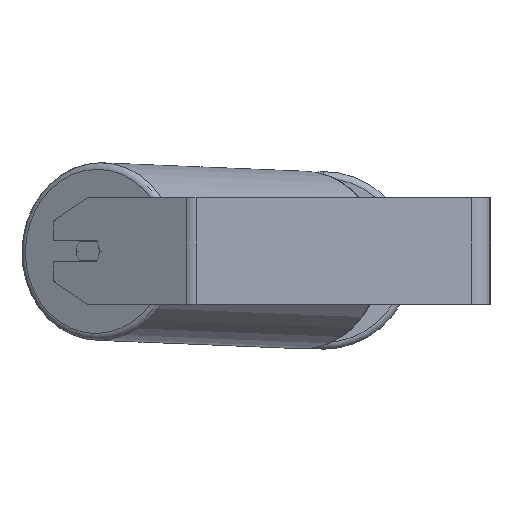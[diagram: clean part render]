
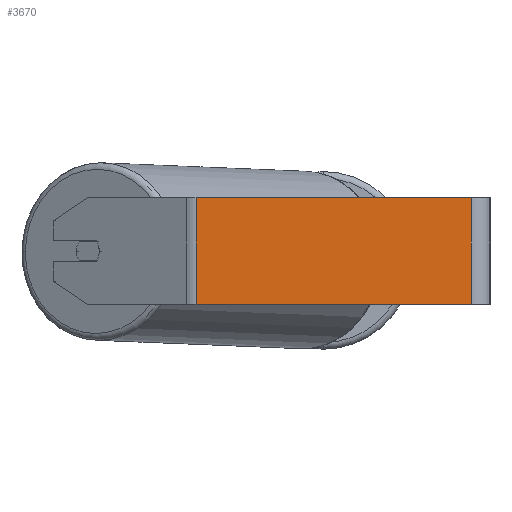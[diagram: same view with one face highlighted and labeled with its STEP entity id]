
A CAD part, left-side view. The second image highlights one B-rep face of the part: STEP entity #3670.
In plain terms, the highlighted planar face has unit normal (-1, 0, 0).
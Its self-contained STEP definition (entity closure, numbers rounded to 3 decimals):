
#732 = ORIENTED_EDGE ( 'NONE', *, *, #4450, .F. ) ;
#752 = PLANE ( 'NONE',  #3392 ) ;
#900 = LINE ( 'NONE', #3029, #2134 ) ;
#1225 = DIRECTION ( 'NONE',  ( 0., 0., -1. ) ) ;
#1458 = DIRECTION ( 'NONE',  ( 0., 0., -1. ) ) ;
#1492 = CARTESIAN_POINT ( 'NONE',  ( -525., 14., -40. ) ) ;
#1831 = ORIENTED_EDGE ( 'NONE', *, *, #6699, .F. ) ;
#2134 = VECTOR ( 'NONE', #8290, 1000. ) ;
#2208 = CARTESIAN_POINT ( 'NONE',  ( -525., 223.916, 40. ) ) ;
#2507 = LINE ( 'NONE', #5388, #8098 ) ;
#2558 = VECTOR ( 'NONE', #7645, 1000. ) ;
#2593 = CARTESIAN_POINT ( 'NONE',  ( -525., 220.165, 40. ) ) ;
#2881 = DIRECTION ( 'NONE',  ( 1., 0., 0. ) ) ;
#3029 = CARTESIAN_POINT ( 'NONE',  ( -525., 223.916, 40. ) ) ;
#3176 = ORIENTED_EDGE ( 'NONE', *, *, #5193, .T. ) ;
#3392 = AXIS2_PLACEMENT_3D ( 'NONE', #2208, #2881, #1458 ) ;
#3530 = CARTESIAN_POINT ( 'NONE',  ( -525., 223.916, -40. ) ) ;
#3670 = ADVANCED_FACE ( 'NONE', ( #6900 ), #752, .F. ) ;
#3756 = CARTESIAN_POINT ( 'NONE',  ( -525., 220.165, -40. ) ) ;
#3828 = VERTEX_POINT ( 'NONE', #3756 ) ;
#4450 = EDGE_CURVE ( 'NONE', #8178, #8029, #900, .T. ) ;
#4888 = EDGE_CURVE ( 'NONE', #3828, #5269, #7520, .T. ) ;
#4898 = CARTESIAN_POINT ( 'NONE',  ( -525., 220.165, 40. ) ) ;
#5193 = EDGE_CURVE ( 'NONE', #8178, #3828, #5612, .T. ) ;
#5269 = VERTEX_POINT ( 'NONE', #1492 ) ;
#5388 = CARTESIAN_POINT ( 'NONE',  ( -525., 14., 40. ) ) ;
#5483 = DIRECTION ( 'NONE',  ( 0., -1., 0. ) ) ;
#5612 = LINE ( 'NONE', #4898, #2558 ) ;
#6082 = EDGE_LOOP ( 'NONE', ( #6827, #1831, #732, #3176 ) ) ;
#6512 = VECTOR ( 'NONE', #5483, 1000. ) ;
#6699 = EDGE_CURVE ( 'NONE', #8029, #5269, #2507, .T. ) ;
#6827 = ORIENTED_EDGE ( 'NONE', *, *, #4888, .T. ) ;
#6900 = FACE_OUTER_BOUND ( 'NONE', #6082, .T. ) ;
#7520 = LINE ( 'NONE', #3530, #6512 ) ;
#7586 = CARTESIAN_POINT ( 'NONE',  ( -525., 14., 40. ) ) ;
#7645 = DIRECTION ( 'NONE',  ( 0., 0., -1. ) ) ;
#8029 = VERTEX_POINT ( 'NONE', #7586 ) ;
#8098 = VECTOR ( 'NONE', #1225, 1000. ) ;
#8178 = VERTEX_POINT ( 'NONE', #2593 ) ;
#8290 = DIRECTION ( 'NONE',  ( 0., -1., 0. ) ) ;
